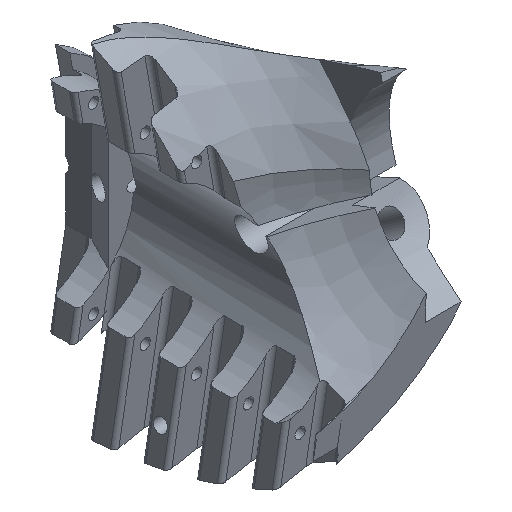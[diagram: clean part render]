
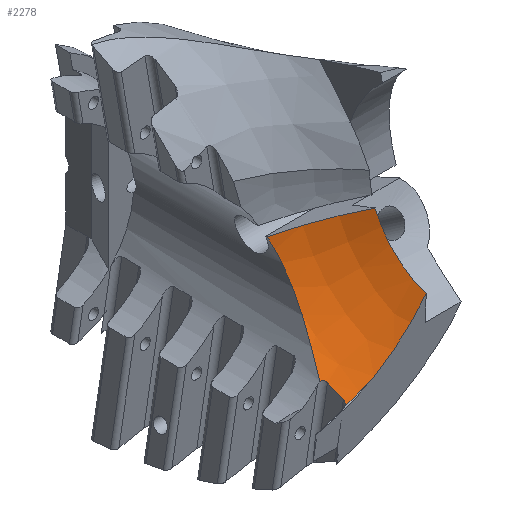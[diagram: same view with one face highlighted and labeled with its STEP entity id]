
A CAD part, isometric view. The second image highlights one B-rep face of the part: STEP entity #2278.
In plain terms, the highlighted toroidal (fillet/blend) face has major radius 5.5 mm and minor radius 43 mm.
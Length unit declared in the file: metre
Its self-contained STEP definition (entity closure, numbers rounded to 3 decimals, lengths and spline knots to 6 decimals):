
#28=DEGENERATE_TOROIDAL_SURFACE('',#2443,0.0055,0.043,.F.);
#359=CIRCLE('',#2440,0.0203);
#361=CIRCLE('',#2444,0.043);
#540=ORIENTED_EDGE('',*,*,#1244,.F.);
#541=ORIENTED_EDGE('',*,*,#1149,.F.);
#542=ORIENTED_EDGE('',*,*,#1245,.F.);
#543=ORIENTED_EDGE('',*,*,#1246,.F.);
#544=ORIENTED_EDGE('',*,*,#1247,.F.);
#545=ORIENTED_EDGE('',*,*,#1248,.T.);
#546=ORIENTED_EDGE('',*,*,#1249,.F.);
#547=ORIENTED_EDGE('',*,*,#1239,.F.);
#1149=EDGE_CURVE('',#1507,#1508,#1735,.T.);
#1239=EDGE_CURVE('',#1588,#1589,#359,.F.);
#1244=EDGE_CURVE('',#1508,#1588,#361,.F.);
#1245=EDGE_CURVE('',#1592,#1507,#1788,.T.);
#1246=EDGE_CURVE('',#1593,#1592,#1789,.T.);
#1247=EDGE_CURVE('',#1594,#1593,#1790,.T.);
#1248=EDGE_CURVE('',#1594,#1595,#1791,.T.);
#1249=EDGE_CURVE('',#1589,#1595,#1792,.T.);
#1507=VERTEX_POINT('',#3230);
#1508=VERTEX_POINT('',#3239);
#1588=VERTEX_POINT('',#3773);
#1589=VERTEX_POINT('',#3775);
#1592=VERTEX_POINT('',#3793);
#1593=VERTEX_POINT('',#3798);
#1594=VERTEX_POINT('',#3803);
#1595=VERTEX_POINT('',#3808);
#1735=B_SPLINE_CURVE_WITH_KNOTS('',3,(#3231,#3232,#3233,#3234,#3235,#3236,
#3237,#3238),.UNSPECIFIED.,.F.,.F.,(4,1,1,1,1,4),(-0.009062,
-0.002258,0.004546,0.007948,0.01135,
0.018154),.UNSPECIFIED.);
#1788=B_SPLINE_CURVE_WITH_KNOTS('',3,(#3788,#3789,#3790,#3791,#3792),
 .UNSPECIFIED.,.F.,.F.,(4,1,4),(0.,0.000738,
0.001476),.UNSPECIFIED.);
#1789=B_SPLINE_CURVE_WITH_KNOTS('',3,(#3794,#3795,#3796,#3797),
 .UNSPECIFIED.,.F.,.F.,(4,4),(0.,0.004341),
 .UNSPECIFIED.);
#1790=B_SPLINE_CURVE_WITH_KNOTS('',3,(#3799,#3800,#3801,#3802),
 .UNSPECIFIED.,.F.,.F.,(4,4),(0.002679,0.004122),
 .UNSPECIFIED.);
#1791=B_SPLINE_CURVE_WITH_KNOTS('',3,(#3804,#3805,#3806,#3807),
 .UNSPECIFIED.,.F.,.F.,(4,4),(0.055192,0.062683),
 .UNSPECIFIED.);
#1792=B_SPLINE_CURVE_WITH_KNOTS('',3,(#3809,#3810,#3811,#3812,#3813),
 .UNSPECIFIED.,.F.,.F.,(4,1,4),(0.000442,0.008896,
0.017349),.UNSPECIFIED.);
#1899=EDGE_LOOP('',(#540,#541,#542,#543,#544,#545,#546,#547));
#2060=FACE_BOUND('',#1899,.T.);
#2278=ADVANCED_FACE('',(#2060),#28,.T.);
#2440=AXIS2_PLACEMENT_3D('',#3774,#2687,#2688);
#2443=AXIS2_PLACEMENT_3D('',#3786,#2695,#2696);
#2444=AXIS2_PLACEMENT_3D('',#3787,#2697,#2698);
#2687=DIRECTION('',(1.,0.,0.));
#2688=DIRECTION('',(0.,1.,0.));
#2695=DIRECTION('',(-1.,0.,0.));
#2696=DIRECTION('',(0.,0.766,0.643));
#2697=DIRECTION('',(0.,0.362,0.932));
#2698=DIRECTION('',(0.,-0.932,0.362));
#3230=CARTESIAN_POINT('',(0.015911,-0.046483,-0.013706));
#3231=CARTESIAN_POINT('',(0.015911,-0.046483,-0.013706));
#3232=CARTESIAN_POINT('',(0.016892,-0.04477,-0.012567));
#3233=CARTESIAN_POINT('',(0.018741,-0.041477,-0.009915));
#3234=CARTESIAN_POINT('',(0.020305,-0.037712,-0.005849));
#3235=CARTESIAN_POINT('',(0.020933,-0.034956,-0.002314));
#3236=CARTESIAN_POINT('',(0.0211,-0.032309,0.001458));
#3237=CARTESIAN_POINT('',(0.020642,-0.030553,0.004357));
#3238=CARTESIAN_POINT('',(0.020038,-0.029472,0.006283));
#3239=CARTESIAN_POINT('',(0.020038,-0.029472,0.006283));
#3773=CARTESIAN_POINT('',(0.0348,-0.041079,0.010795));
#3774=CARTESIAN_POINT('',(0.0348,-0.06,0.01815));
#3775=CARTESIAN_POINT('',(0.0348,-0.053513,-0.001086));
#3786=CARTESIAN_POINT('',(0.0004,-0.06,0.01815));
#3787=CARTESIAN_POINT('',(0.0004,-0.065126,0.020143));
#3788=CARTESIAN_POINT('',(0.016662,-0.0476,-0.013837));
#3789=CARTESIAN_POINT('',(0.016679,-0.047371,-0.013741));
#3790=CARTESIAN_POINT('',(0.016561,-0.04688,-0.013596));
#3791=CARTESIAN_POINT('',(0.016136,-0.046565,-0.013646));
#3792=CARTESIAN_POINT('',(0.015911,-0.046483,-0.013706));
#3793=CARTESIAN_POINT('',(0.016662,-0.0476,-0.013837));
#3794=CARTESIAN_POINT('',(0.016414,-0.0517,-0.015241));
#3795=CARTESIAN_POINT('',(0.01648,-0.050301,-0.014865));
#3796=CARTESIAN_POINT('',(0.016563,-0.048934,-0.014398));
#3797=CARTESIAN_POINT('',(0.016662,-0.0476,-0.013837));
#3798=CARTESIAN_POINT('',(0.016414,-0.0517,-0.015241));
#3799=CARTESIAN_POINT('',(0.015685,-0.052753,-0.015776));
#3800=CARTESIAN_POINT('',(0.016081,-0.052559,-0.015581));
#3801=CARTESIAN_POINT('',(0.016392,-0.052171,-0.015367));
#3802=CARTESIAN_POINT('',(0.016414,-0.0517,-0.015241));
#3803=CARTESIAN_POINT('',(0.015685,-0.052753,-0.015776));
#3804=CARTESIAN_POINT('',(0.015685,-0.052753,-0.015776));
#3805=CARTESIAN_POINT('',(0.018034,-0.052839,-0.014881));
#3806=CARTESIAN_POINT('',(0.020274,-0.052987,-0.013802));
#3807=CARTESIAN_POINT('',(0.022409,-0.053198,-0.012546));
#3808=CARTESIAN_POINT('',(0.022409,-0.053198,-0.012546));
#3809=CARTESIAN_POINT('',(0.0348,-0.053513,-0.001086));
#3810=CARTESIAN_POINT('',(0.033137,-0.05345,-0.003404));
#3811=CARTESIAN_POINT('',(0.02941,-0.053333,-0.00762));
#3812=CARTESIAN_POINT('',(0.024828,-0.053238,-0.011079));
#3813=CARTESIAN_POINT('',(0.022409,-0.053198,-0.012546));
